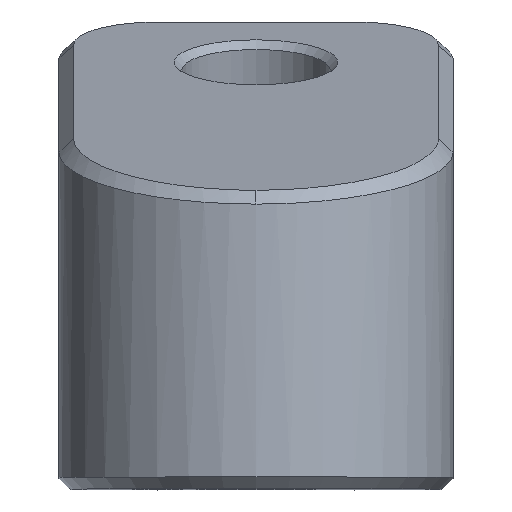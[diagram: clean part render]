
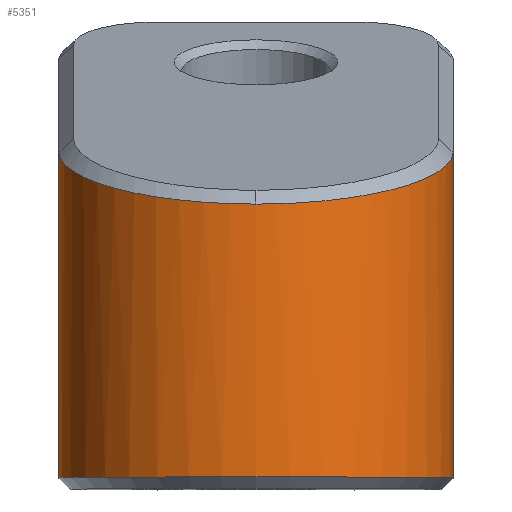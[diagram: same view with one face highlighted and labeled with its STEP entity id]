
A CAD part, top view. The second image highlights one B-rep face of the part: STEP entity #5351.
In plain terms, the highlighted cylindrical face has radius 6.35 mm (diameter 12.7 mm), a partial arc.
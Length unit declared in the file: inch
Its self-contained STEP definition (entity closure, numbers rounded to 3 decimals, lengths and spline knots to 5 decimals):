
#114=CYLINDRICAL_SURFACE('',#5669,0.25);
#145=CIRCLE('',#5670,0.25);
#221=B_SPLINE_CURVE_WITH_KNOTS('',3,(#7841,#7842,#7843,#7844,#7845,#7846,
#7847),.UNSPECIFIED.,.F.,.F.,(4,3,4),(-1.,-0.5,0.),.UNSPECIFIED.);
#222=B_SPLINE_CURVE_WITH_KNOTS('',3,(#7848,#7849,#7850,#7851,#7852,#7853,
#7854),.UNSPECIFIED.,.F.,.F.,(4,3,4),(-1.,-0.5,0.),.UNSPECIFIED.);
#385=FACE_OUTER_BOUND('',#691,.T.);
#691=EDGE_LOOP('',(#3587,#3588,#3589,#3590,#3591));
#980=LINE('',#6853,#1528);
#1063=LINE('',#7451,#1611);
#1528=VECTOR('',#5865,0.41268);
#1611=VECTOR('',#5952,0.41268);
#2076=VERTEX_POINT('',#6850);
#2077=VERTEX_POINT('',#6852);
#2205=VERTEX_POINT('',#7449);
#2206=VERTEX_POINT('',#7450);
#2305=VERTEX_POINT('',#7840);
#2582=EDGE_CURVE('',#2076,#2077,#980,.F.);
#2711=EDGE_CURVE('',#2205,#2206,#1063,.T.);
#2815=EDGE_CURVE('',#2076,#2206,#145,.F.);
#2816=EDGE_CURVE('',#2205,#2305,#221,.T.);
#2817=EDGE_CURVE('',#2305,#2077,#222,.T.);
#3587=ORIENTED_EDGE('',*,*,#2582,.F.);
#3588=ORIENTED_EDGE('',*,*,#2815,.T.);
#3589=ORIENTED_EDGE('',*,*,#2711,.F.);
#3590=ORIENTED_EDGE('',*,*,#2816,.T.);
#3591=ORIENTED_EDGE('',*,*,#2817,.T.);
#5351=ADVANCED_FACE('',(#385),#114,.T.);
#5669=AXIS2_PLACEMENT_3D('',#7838,#6066,#6067);
#5670=AXIS2_PLACEMENT_3D('',#7839,#6068,#6069);
#5865=DIRECTION('',(0.,-1.,0.));
#5952=DIRECTION('',(0.,-1.,0.));
#6066=DIRECTION('center_axis',(0.,-1.,0.));
#6067=DIRECTION('ref_axis',(0.,0.,1.));
#6068=DIRECTION('center_axis',(0.,-1.,0.));
#6069=DIRECTION('ref_axis',(0.,0.,-1.));
#6850=CARTESIAN_POINT('',(-1.14842,0.7848,-0.02506));
#6852=CARTESIAN_POINT('',(-1.14842,1.19748,-0.02506));
#6853=CARTESIAN_POINT('',(-1.14842,1.19748,-0.02506));
#7449=CARTESIAN_POINT('',(-0.64842,1.19748,-0.02506));
#7450=CARTESIAN_POINT('',(-0.64842,0.7848,-0.02506));
#7451=CARTESIAN_POINT('',(-0.64842,1.19748,-0.02506));
#7838=CARTESIAN_POINT('Origin',(-0.89842,1.5198,-0.02506));
#7839=CARTESIAN_POINT('Origin',(-0.89842,0.7848,-0.02506));
#7840=CARTESIAN_POINT('',(-0.89842,1.13103,0.22494));
#7841=CARTESIAN_POINT('Ctrl Pts',(-0.64842,1.19748,-0.02506));
#7842=CARTESIAN_POINT('Ctrl Pts',(-0.64815,1.18006,0.04048));
#7843=CARTESIAN_POINT('Ctrl Pts',(-0.67529,1.16281,0.10537));
#7844=CARTESIAN_POINT('Ctrl Pts',(-0.72164,1.15049,0.15171));
#7845=CARTESIAN_POINT('Ctrl Pts',(-0.76798,1.13818,0.19806));
#7846=CARTESIAN_POINT('Ctrl Pts',(-0.83288,1.13096,0.2252));
#7847=CARTESIAN_POINT('Ctrl Pts',(-0.89842,1.13103,0.22494));
#7848=CARTESIAN_POINT('Ctrl Pts',(-0.89842,1.13103,0.22494));
#7849=CARTESIAN_POINT('Ctrl Pts',(-0.96396,1.13096,0.2252));
#7850=CARTESIAN_POINT('Ctrl Pts',(-1.02885,1.13818,0.19806));
#7851=CARTESIAN_POINT('Ctrl Pts',(-1.07519,1.15049,0.15171));
#7852=CARTESIAN_POINT('Ctrl Pts',(-1.12154,1.16281,0.10537));
#7853=CARTESIAN_POINT('Ctrl Pts',(-1.14868,1.18006,0.04048));
#7854=CARTESIAN_POINT('Ctrl Pts',(-1.14842,1.19748,-0.02506));
